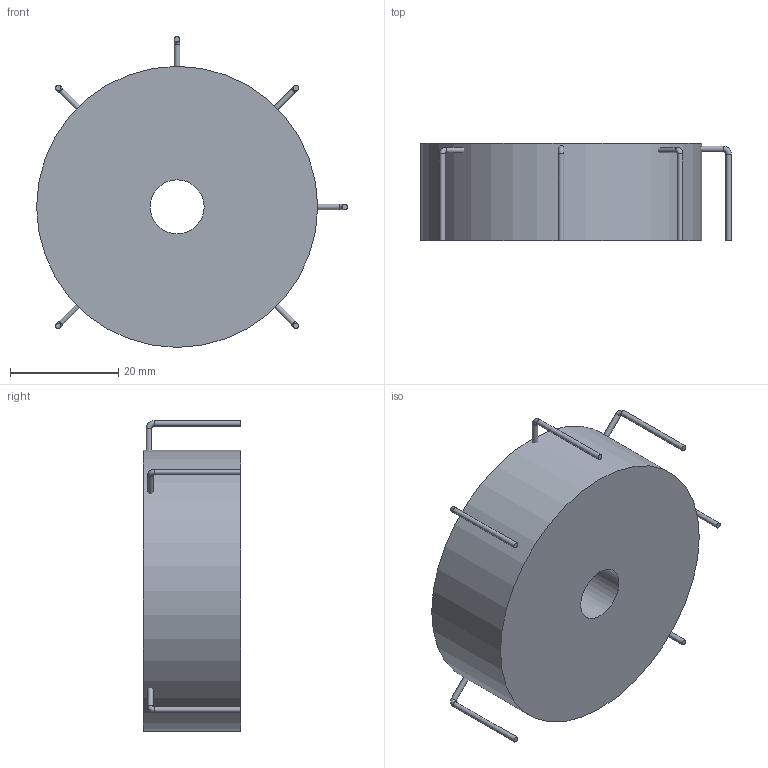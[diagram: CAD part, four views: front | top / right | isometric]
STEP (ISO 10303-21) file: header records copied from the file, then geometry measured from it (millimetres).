
FILE_DESCRIPTION(/* description */ (''),/* implementation_level */ '2;1');
FILE_NAME(/* name */ 'СЛИП.671142.018-017-01.stp',/* time_stamp */ '2019-09-24T14:13:34+04:00',/* author */ ('312'),/* organization */ (''),/* preprocessor_version */ 'ST-DEVELOPER v17.2',/* originating_system */ 'Autodesk Inventor 2019',/* authorisation */ '');
FILE_SCHEMA (('AUTOMOTIVE_DESIGN { 1 0 10303 214 3 1 1 }'));
Length unit declared in the file: millimetre
Products named in the file (1): Деталь3
Bounding box: 57.5 x 18 x 57.5 mm (x, y, z)
Volume: 36918.1 mm3; surface area: 8034.9 mm2
Topology: 13 solids, 13 shells, 46 faces, 77 edges, 57 vertices
Faces by surface type: plane 26, cylinder 14, torus 6
Full cylindrical faces by diameter (mm): 1 x12, 10 x1, 52 x1
Entity records: 1204 total; most frequent: DIRECTION 234, CARTESIAN_POINT 175, ORIENTED_EDGE 142, AXIS2_PLACEMENT_3D 110, EDGE_CURVE 71, CIRCLE 63, VERTEX_POINT 51, EDGE_LOOP 48
